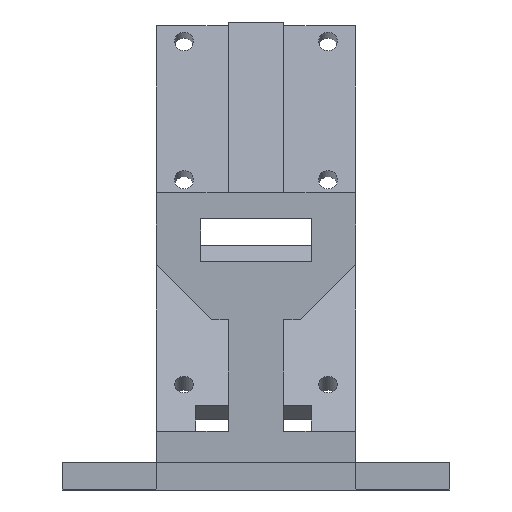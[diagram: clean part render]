
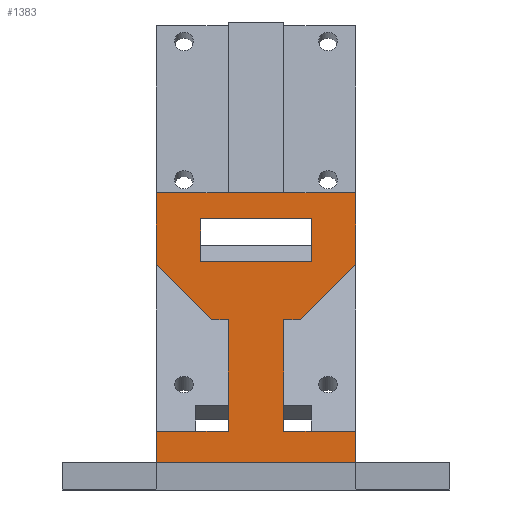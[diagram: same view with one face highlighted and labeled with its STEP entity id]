
A CAD part, left-side view. The second image highlights one B-rep face of the part: STEP entity #1383.
In plain terms, the highlighted planar face has unit normal (-1, 0, 0.001).
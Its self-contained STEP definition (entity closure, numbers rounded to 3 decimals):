
#18=FACE_BOUND('',#189,.T.);
#47=PLANE('',#1488);
#113=FACE_OUTER_BOUND('',#188,.T.);
#188=EDGE_LOOP('',(#1024,#1025,#1026,#1027,#1028,#1029,#1030,#1031,#1032,
#1033,#1034,#1035,#1036,#1037,#1038,#1039,#1040,#1041,#1042,#1043));
#189=EDGE_LOOP('',(#1044,#1045,#1046,#1047));
#287=LINE('',#1989,#456);
#293=LINE('',#1999,#462);
#297=LINE('',#2014,#466);
#301=LINE('',#2022,#470);
#307=LINE('',#2034,#476);
#308=LINE('',#2036,#477);
#309=LINE('',#2038,#478);
#310=LINE('',#2039,#479);
#311=LINE('',#2041,#480);
#312=LINE('',#2043,#481);
#313=LINE('',#2044,#482);
#314=LINE('',#2046,#483);
#315=LINE('',#2048,#484);
#316=LINE('',#2050,#485);
#317=LINE('',#2052,#486);
#318=LINE('',#2054,#487);
#319=LINE('',#2056,#488);
#320=LINE('',#2058,#489);
#321=LINE('',#2060,#490);
#322=LINE('',#2061,#491);
#323=LINE('',#2064,#492);
#324=LINE('',#2066,#493);
#325=LINE('',#2068,#494);
#326=LINE('',#2069,#495);
#456=VECTOR('',#1622,10.);
#462=VECTOR('',#1628,10.);
#466=VECTOR('',#1640,10.);
#470=VECTOR('',#1646,10.);
#476=VECTOR('',#1654,10.);
#477=VECTOR('',#1655,10.);
#478=VECTOR('',#1656,10.);
#479=VECTOR('',#1657,10.);
#480=VECTOR('',#1658,10.);
#481=VECTOR('',#1659,10.);
#482=VECTOR('',#1660,10.);
#483=VECTOR('',#1661,10.);
#484=VECTOR('',#1662,10.);
#485=VECTOR('',#1663,10.);
#486=VECTOR('',#1664,10.);
#487=VECTOR('',#1665,10.);
#488=VECTOR('',#1666,10.);
#489=VECTOR('',#1667,10.);
#490=VECTOR('',#1668,10.);
#491=VECTOR('',#1669,10.);
#492=VECTOR('',#1670,10.);
#493=VECTOR('',#1671,10.);
#494=VECTOR('',#1672,10.);
#495=VECTOR('',#1673,10.);
#661=VERTEX_POINT('',#1986);
#662=VERTEX_POINT('',#1988);
#665=VERTEX_POINT('',#1995);
#666=VERTEX_POINT('',#1997);
#672=VERTEX_POINT('',#2012);
#673=VERTEX_POINT('',#2013);
#676=VERTEX_POINT('',#2021);
#681=VERTEX_POINT('',#2033);
#682=VERTEX_POINT('',#2035);
#683=VERTEX_POINT('',#2037);
#684=VERTEX_POINT('',#2040);
#685=VERTEX_POINT('',#2042);
#686=VERTEX_POINT('',#2045);
#687=VERTEX_POINT('',#2047);
#688=VERTEX_POINT('',#2049);
#689=VERTEX_POINT('',#2051);
#690=VERTEX_POINT('',#2053);
#691=VERTEX_POINT('',#2055);
#692=VERTEX_POINT('',#2057);
#693=VERTEX_POINT('',#2059);
#694=VERTEX_POINT('',#2062);
#695=VERTEX_POINT('',#2063);
#696=VERTEX_POINT('',#2065);
#697=VERTEX_POINT('',#2067);
#795=EDGE_CURVE('',#661,#662,#287,.T.);
#801=EDGE_CURVE('',#666,#665,#293,.T.);
#808=EDGE_CURVE('',#672,#673,#297,.T.);
#812=EDGE_CURVE('',#673,#676,#301,.T.);
#818=EDGE_CURVE('',#672,#681,#307,.T.);
#819=EDGE_CURVE('',#681,#682,#308,.T.);
#820=EDGE_CURVE('',#682,#683,#309,.T.);
#821=EDGE_CURVE('',#665,#683,#310,.T.);
#822=EDGE_CURVE('',#684,#666,#311,.T.);
#823=EDGE_CURVE('',#685,#684,#312,.T.);
#824=EDGE_CURVE('',#662,#685,#313,.T.);
#825=EDGE_CURVE('',#686,#661,#314,.T.);
#826=EDGE_CURVE('',#686,#687,#315,.T.);
#827=EDGE_CURVE('',#687,#688,#316,.T.);
#828=EDGE_CURVE('',#688,#689,#317,.T.);
#829=EDGE_CURVE('',#690,#689,#318,.T.);
#830=EDGE_CURVE('',#691,#690,#319,.T.);
#831=EDGE_CURVE('',#692,#691,#320,.T.);
#832=EDGE_CURVE('',#692,#693,#321,.T.);
#833=EDGE_CURVE('',#676,#693,#322,.T.);
#834=EDGE_CURVE('',#694,#695,#323,.T.);
#835=EDGE_CURVE('',#695,#696,#324,.T.);
#836=EDGE_CURVE('',#696,#697,#325,.T.);
#837=EDGE_CURVE('',#697,#694,#326,.T.);
#1024=ORIENTED_EDGE('',*,*,#808,.F.);
#1025=ORIENTED_EDGE('',*,*,#818,.T.);
#1026=ORIENTED_EDGE('',*,*,#819,.T.);
#1027=ORIENTED_EDGE('',*,*,#820,.T.);
#1028=ORIENTED_EDGE('',*,*,#821,.F.);
#1029=ORIENTED_EDGE('',*,*,#801,.F.);
#1030=ORIENTED_EDGE('',*,*,#822,.F.);
#1031=ORIENTED_EDGE('',*,*,#823,.F.);
#1032=ORIENTED_EDGE('',*,*,#824,.F.);
#1033=ORIENTED_EDGE('',*,*,#795,.F.);
#1034=ORIENTED_EDGE('',*,*,#825,.F.);
#1035=ORIENTED_EDGE('',*,*,#826,.T.);
#1036=ORIENTED_EDGE('',*,*,#827,.T.);
#1037=ORIENTED_EDGE('',*,*,#828,.T.);
#1038=ORIENTED_EDGE('',*,*,#829,.F.);
#1039=ORIENTED_EDGE('',*,*,#830,.F.);
#1040=ORIENTED_EDGE('',*,*,#831,.F.);
#1041=ORIENTED_EDGE('',*,*,#832,.T.);
#1042=ORIENTED_EDGE('',*,*,#833,.F.);
#1043=ORIENTED_EDGE('',*,*,#812,.F.);
#1044=ORIENTED_EDGE('',*,*,#834,.T.);
#1045=ORIENTED_EDGE('',*,*,#835,.T.);
#1046=ORIENTED_EDGE('',*,*,#836,.T.);
#1047=ORIENTED_EDGE('',*,*,#837,.T.);
#1383=ADVANCED_FACE('',(#113,#18),#47,.T.);
#1488=AXIS2_PLACEMENT_3D('',#2032,#1652,#1653);
#1622=DIRECTION('',(0.,1.,0.));
#1628=DIRECTION('',(0.,1.,0.));
#1640=DIRECTION('',(0.001,0.707,0.707));
#1646=DIRECTION('',(0.001,0.,1.));
#1652=DIRECTION('center_axis',(-1.,0.,0.001));
#1653=DIRECTION('ref_axis',(0.001,0.,1.));
#1654=DIRECTION('',(0.,-1.,0.));
#1655=DIRECTION('',(-0.001,0.,-1.));
#1656=DIRECTION('',(0.,1.,0.));
#1657=DIRECTION('',(0.001,0.,1.));
#1658=DIRECTION('',(-0.001,0.,-1.));
#1659=DIRECTION('',(0.,1.,0.));
#1660=DIRECTION('',(0.001,0.,1.));
#1661=DIRECTION('',(-0.001,0.,-1.));
#1662=DIRECTION('',(0.,1.,0.));
#1663=DIRECTION('',(0.001,0.,1.));
#1664=DIRECTION('',(0.,-1.,0.));
#1665=DIRECTION('',(-0.001,0.707,-0.707));
#1666=DIRECTION('',(-0.001,0.,-1.));
#1667=DIRECTION('',(0.,-1.,0.));
#1668=DIRECTION('',(0.,1.,0.));
#1669=DIRECTION('',(0.,-1.,0.));
#1670=DIRECTION('',(0.001,0.,1.));
#1671=DIRECTION('',(0.,-1.,0.));
#1672=DIRECTION('',(-0.001,0.,-1.));
#1673=DIRECTION('',(0.,1.,0.));
#1986=CARTESIAN_POINT('',(49.247,-18.,44.));
#1988=CARTESIAN_POINT('',(49.247,-5.,44.));
#1989=CARTESIAN_POINT('',(49.247,0.,44.));
#1995=CARTESIAN_POINT('',(49.247,18.,44.));
#1997=CARTESIAN_POINT('',(49.247,5.,44.));
#1999=CARTESIAN_POINT('',(49.247,0.,44.));
#2012=CARTESIAN_POINT('',(49.274,8.,74.748));
#2013=CARTESIAN_POINT('',(49.283,18.,84.748));
#2014=CARTESIAN_POINT('',(49.267,0.815,67.563));
#2021=CARTESIAN_POINT('',(49.294,18.,97.675));
#2022=CARTESIAN_POINT('',(49.294,18.,97.675));
#2032=CARTESIAN_POINT('Origin',(49.247,0.,44.));
#2033=CARTESIAN_POINT('',(49.274,5.,74.748));
#2034=CARTESIAN_POINT('',(49.274,7.5,74.748));
#2035=CARTESIAN_POINT('',(49.256,5.,54.592));
#2036=CARTESIAN_POINT('',(49.256,5.,54.336));
#2037=CARTESIAN_POINT('',(49.256,18.,54.592));
#2038=CARTESIAN_POINT('',(49.256,7.5,54.592));
#2039=CARTESIAN_POINT('',(49.294,18.,97.675));
#2040=CARTESIAN_POINT('',(49.251,5.,49.008));
#2041=CARTESIAN_POINT('',(49.265,5.,65.134));
#2042=CARTESIAN_POINT('',(49.251,-5.,49.008));
#2043=CARTESIAN_POINT('',(49.251,0.,49.008));
#2044=CARTESIAN_POINT('',(49.265,-5.,65.134));
#2045=CARTESIAN_POINT('',(49.256,-18.,54.592));
#2046=CARTESIAN_POINT('',(49.294,-18.,97.675));
#2047=CARTESIAN_POINT('',(49.256,-5.,54.592));
#2048=CARTESIAN_POINT('',(49.256,-7.5,54.592));
#2049=CARTESIAN_POINT('',(49.274,-5.,74.748));
#2050=CARTESIAN_POINT('',(49.256,-5.,54.336));
#2051=CARTESIAN_POINT('',(49.274,-8.,74.748));
#2052=CARTESIAN_POINT('',(49.274,-7.5,74.748));
#2053=CARTESIAN_POINT('',(49.283,-18.,84.748));
#2054=CARTESIAN_POINT('',(49.268,-0.817,67.564));
#2055=CARTESIAN_POINT('',(49.294,-18.,97.675));
#2056=CARTESIAN_POINT('',(49.294,-18.,97.675));
#2057=CARTESIAN_POINT('',(49.294,-5.,97.675));
#2058=CARTESIAN_POINT('',(49.294,0.,97.675));
#2059=CARTESIAN_POINT('',(49.294,5.,97.675));
#2060=CARTESIAN_POINT('',(49.294,0.,97.675));
#2061=CARTESIAN_POINT('',(49.294,0.,97.675));
#2062=CARTESIAN_POINT('',(49.283,10.,85.288));
#2063=CARTESIAN_POINT('',(49.29,10.,92.957));
#2064=CARTESIAN_POINT('',(49.265,10.,64.644));
#2065=CARTESIAN_POINT('',(49.29,-10.062,92.957));
#2066=CARTESIAN_POINT('',(49.29,5.,92.957));
#2067=CARTESIAN_POINT('',(49.283,-10.062,85.288));
#2068=CARTESIAN_POINT('',(49.268,-10.062,68.478));
#2069=CARTESIAN_POINT('',(49.283,-5.031,85.288));
